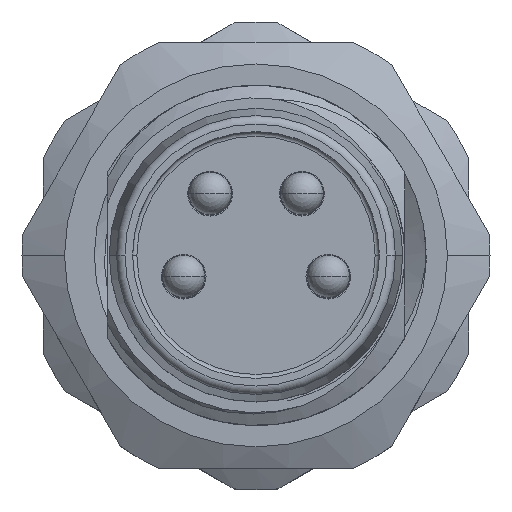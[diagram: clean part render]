
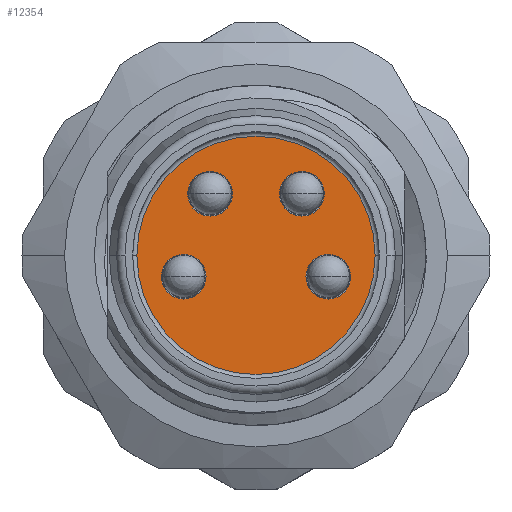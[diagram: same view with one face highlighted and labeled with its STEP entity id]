
A CAD part, top view. The second image highlights one B-rep face of the part: STEP entity #12354.
In plain terms, the highlighted planar face has unit normal (0, 0, 1).
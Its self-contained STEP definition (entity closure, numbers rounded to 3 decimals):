
#10866=CARTESIAN_POINT('',(-1.7,-0.5,7.));
#10867=DIRECTION('',(0.,0.,1.));
#10868=DIRECTION('',(1.,0.,0.));
#10869=AXIS2_PLACEMENT_3D('',#10866,#10867,#10868);
#10871=CARTESIAN_POINT('',(-1.7,-0.5,7.));
#10872=DIRECTION('',(0.,0.,1.));
#10873=DIRECTION('',(-1.,0.,0.));
#10874=AXIS2_PLACEMENT_3D('',#10871,#10872,#10873);
#10876=CARTESIAN_POINT('',(-1.08,1.45,7.));
#10877=DIRECTION('',(0.,0.,1.));
#10878=DIRECTION('',(1.,0.,0.));
#10879=AXIS2_PLACEMENT_3D('',#10876,#10877,#10878);
#10881=CARTESIAN_POINT('',(-1.08,1.45,7.));
#10882=DIRECTION('',(0.,0.,1.));
#10883=DIRECTION('',(-1.,0.,0.));
#10884=AXIS2_PLACEMENT_3D('',#10881,#10882,#10883);
#10886=CARTESIAN_POINT('',(1.7,-0.5,7.));
#10887=DIRECTION('',(0.,0.,1.));
#10888=DIRECTION('',(1.,0.,0.));
#10889=AXIS2_PLACEMENT_3D('',#10886,#10887,#10888);
#10891=CARTESIAN_POINT('',(1.7,-0.5,7.));
#10892=DIRECTION('',(0.,0.,1.));
#10893=DIRECTION('',(-1.,0.,0.));
#10894=AXIS2_PLACEMENT_3D('',#10891,#10892,#10893);
#10896=CARTESIAN_POINT('',(1.08,1.45,7.));
#10897=DIRECTION('',(0.,0.,1.));
#10898=DIRECTION('',(1.,0.,0.));
#10899=AXIS2_PLACEMENT_3D('',#10896,#10897,#10898);
#10901=CARTESIAN_POINT('',(1.08,1.45,7.));
#10902=DIRECTION('',(0.,0.,1.));
#10903=DIRECTION('',(-1.,0.,0.));
#10904=AXIS2_PLACEMENT_3D('',#10901,#10902,#10903);
#10906=CARTESIAN_POINT('',(0.,0.,7.));
#10907=DIRECTION('',(0.,0.,-1.));
#10908=DIRECTION('',(1.,0.,0.));
#10909=AXIS2_PLACEMENT_3D('',#10906,#10907,#10908);
#10911=CARTESIAN_POINT('',(0.,0.,7.));
#10912=DIRECTION('',(0.,0.,-1.));
#10913=DIRECTION('',(-1.,0.,0.));
#10914=AXIS2_PLACEMENT_3D('',#10911,#10912,#10913);
#11865=CARTESIAN_POINT('',(-1.175,-0.5,7.));
#11866=CARTESIAN_POINT('',(-2.225,-0.5,7.));
#11867=VERTEX_POINT('',#11865);
#11868=VERTEX_POINT('',#11866);
#11869=CARTESIAN_POINT('',(-0.555,1.45,7.));
#11870=CARTESIAN_POINT('',(-1.605,1.45,7.));
#11871=VERTEX_POINT('',#11869);
#11872=VERTEX_POINT('',#11870);
#11873=CARTESIAN_POINT('',(2.225,-0.5,7.));
#11874=CARTESIAN_POINT('',(1.175,-0.5,7.));
#11875=VERTEX_POINT('',#11873);
#11876=VERTEX_POINT('',#11874);
#11877=CARTESIAN_POINT('',(1.605,1.45,7.));
#11878=CARTESIAN_POINT('',(0.555,1.45,7.));
#11879=VERTEX_POINT('',#11877);
#11880=VERTEX_POINT('',#11878);
#11945=CARTESIAN_POINT('',(2.8,0.,7.));
#11946=CARTESIAN_POINT('',(-2.8,0.,7.));
#11947=VERTEX_POINT('',#11945);
#11948=VERTEX_POINT('',#11946);
#12321=CARTESIAN_POINT('',(0.,0.,7.));
#12322=DIRECTION('',(0.,0.,1.));
#12323=DIRECTION('',(1.,0.,0.));
#12324=AXIS2_PLACEMENT_3D('',#12321,#12322,#12323);
#12325=PLANE('',#12324);
#12327=ORIENTED_EDGE('',*,*,#12326,.T.);
#12329=ORIENTED_EDGE('',*,*,#12328,.T.);
#12330=EDGE_LOOP('',(#12327,#12329));
#12331=FACE_OUTER_BOUND('',#12330,.F.);
#12333=ORIENTED_EDGE('',*,*,#12332,.T.);
#12335=ORIENTED_EDGE('',*,*,#12334,.T.);
#12336=EDGE_LOOP('',(#12333,#12335));
#12337=FACE_BOUND('',#12336,.F.);
#12339=ORIENTED_EDGE('',*,*,#12338,.T.);
#12341=ORIENTED_EDGE('',*,*,#12340,.T.);
#12342=EDGE_LOOP('',(#12339,#12341));
#12343=FACE_BOUND('',#12342,.F.);
#12345=ORIENTED_EDGE('',*,*,#12344,.T.);
#12347=ORIENTED_EDGE('',*,*,#12346,.T.);
#12348=EDGE_LOOP('',(#12345,#12347));
#12349=FACE_BOUND('',#12348,.F.);
#12350=ORIENTED_EDGE('',*,*,#12301,.T.);
#12351=ORIENTED_EDGE('',*,*,#12315,.T.);
#12352=EDGE_LOOP('',(#12350,#12351));
#12353=FACE_BOUND('',#12352,.F.);
#10870=CIRCLE('',#10869,0.525);
#10875=CIRCLE('',#10874,0.525);
#10880=CIRCLE('',#10879,0.525);
#10885=CIRCLE('',#10884,0.525);
#10890=CIRCLE('',#10889,0.525);
#10895=CIRCLE('',#10894,0.525);
#10900=CIRCLE('',#10899,0.525);
#10905=CIRCLE('',#10904,0.525);
#10910=CIRCLE('',#10909,2.8);
#10915=CIRCLE('',#10914,2.8);
#12301=EDGE_CURVE('',#11867,#11868,#10870,.T.);
#12315=EDGE_CURVE('',#11868,#11867,#10875,.T.);
#12326=EDGE_CURVE('',#11947,#11948,#10910,.T.);
#12328=EDGE_CURVE('',#11948,#11947,#10915,.T.);
#12332=EDGE_CURVE('',#11871,#11872,#10880,.T.);
#12334=EDGE_CURVE('',#11872,#11871,#10885,.T.);
#12338=EDGE_CURVE('',#11875,#11876,#10890,.T.);
#12340=EDGE_CURVE('',#11876,#11875,#10895,.T.);
#12344=EDGE_CURVE('',#11879,#11880,#10900,.T.);
#12346=EDGE_CURVE('',#11880,#11879,#10905,.T.);
#12354=ADVANCED_FACE('',(#12331,#12337,#12343,#12349,#12353),#12325,.T.);
